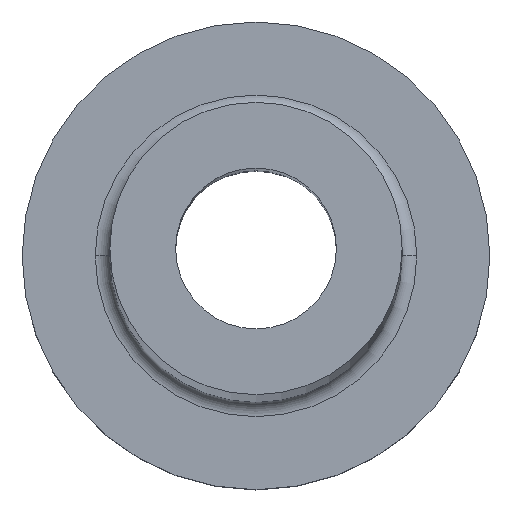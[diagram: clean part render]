
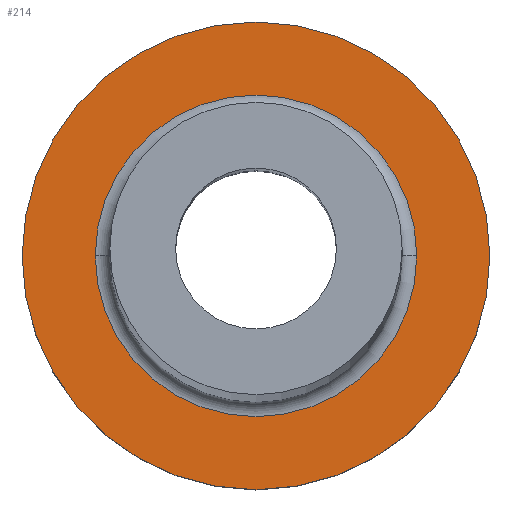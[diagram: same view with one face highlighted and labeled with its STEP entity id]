
A CAD part, top view. The second image highlights one B-rep face of the part: STEP entity #214.
In plain terms, the highlighted planar face has unit normal (0, 0, 1).
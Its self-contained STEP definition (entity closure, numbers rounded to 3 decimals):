
#14 = EDGE_CURVE ( 'NONE', #401, #141, #198, .T. ) ;
#19 = DIRECTION ( 'NONE',  ( 0., 0., 1. ) ) ;
#50 = CARTESIAN_POINT ( 'NONE',  ( 0., 0., 5. ) ) ;
#62 = ORIENTED_EDGE ( 'NONE', *, *, #14, .T. ) ;
#63 = DIRECTION ( 'NONE',  ( 0., 0., -1. ) ) ;
#73 = CIRCLE ( 'NONE', #407, 8. ) ;
#80 = AXIS2_PLACEMENT_3D ( 'NONE', #158, #63, #269 ) ;
#126 = CARTESIAN_POINT ( 'NONE',  ( 0., 0., 5. ) ) ;
#134 = VERTEX_POINT ( 'NONE', #215 ) ;
#137 = ORIENTED_EDGE ( 'NONE', *, *, #253, .T. ) ;
#141 = VERTEX_POINT ( 'NONE', #258 ) ;
#158 = CARTESIAN_POINT ( 'NONE',  ( 0., 0., 5. ) ) ;
#174 = CARTESIAN_POINT ( 'NONE',  ( 0., 0., 5. ) ) ;
#176 = ORIENTED_EDGE ( 'NONE', *, *, #416, .T. ) ;
#196 = FACE_OUTER_BOUND ( 'NONE', #344, .T. ) ;
#197 = FACE_BOUND ( 'NONE', #417, .T. ) ;
#198 = CIRCLE ( 'NONE', #314, 5.5 ) ;
#214 = ADVANCED_FACE ( 'NONE', ( #197, #196 ), #444, .T. ) ;
#215 = CARTESIAN_POINT ( 'NONE',  ( 8., 0., 5. ) ) ;
#231 = DIRECTION ( 'NONE',  ( 1., 0., 0. ) ) ;
#245 = DIRECTION ( 'NONE',  ( 0., 0., 1. ) ) ;
#252 = DIRECTION ( 'NONE',  ( 1., 0., 0. ) ) ;
#253 = EDGE_CURVE ( 'NONE', #424, #134, #73, .T. ) ;
#258 = CARTESIAN_POINT ( 'NONE',  ( -5.5, 0., 5. ) ) ;
#267 = DIRECTION ( 'NONE',  ( 1., 0., 0. ) ) ;
#269 = DIRECTION ( 'NONE',  ( 1., 0., 0. ) ) ;
#283 = DIRECTION ( 'NONE',  ( 1., 0., 0. ) ) ;
#293 = ORIENTED_EDGE ( 'NONE', *, *, #389, .T. ) ;
#305 = CARTESIAN_POINT ( 'NONE',  ( 5.5, 0., 5. ) ) ;
#314 = AXIS2_PLACEMENT_3D ( 'NONE', #174, #318, #283 ) ;
#318 = DIRECTION ( 'NONE',  ( 0., 0., -1. ) ) ;
#340 = DIRECTION ( 'NONE',  ( 0., 0., 1. ) ) ;
#341 = AXIS2_PLACEMENT_3D ( 'NONE', #423, #245, #252 ) ;
#344 = EDGE_LOOP ( 'NONE', ( #137, #293 ) ) ;
#361 = CIRCLE ( 'NONE', #341, 8. ) ;
#379 = CIRCLE ( 'NONE', #80, 5.5 ) ;
#389 = EDGE_CURVE ( 'NONE', #134, #424, #361, .T. ) ;
#401 = VERTEX_POINT ( 'NONE', #305 ) ;
#407 = AXIS2_PLACEMENT_3D ( 'NONE', #126, #19, #267 ) ;
#408 = CARTESIAN_POINT ( 'NONE',  ( -8., 0., 5. ) ) ;
#416 = EDGE_CURVE ( 'NONE', #141, #401, #379, .T. ) ;
#417 = EDGE_LOOP ( 'NONE', ( #62, #176 ) ) ;
#423 = CARTESIAN_POINT ( 'NONE',  ( 0., 0., 5. ) ) ;
#424 = VERTEX_POINT ( 'NONE', #408 ) ;
#433 = AXIS2_PLACEMENT_3D ( 'NONE', #50, #340, #231 ) ;
#444 = PLANE ( 'NONE',  #433 ) ;
